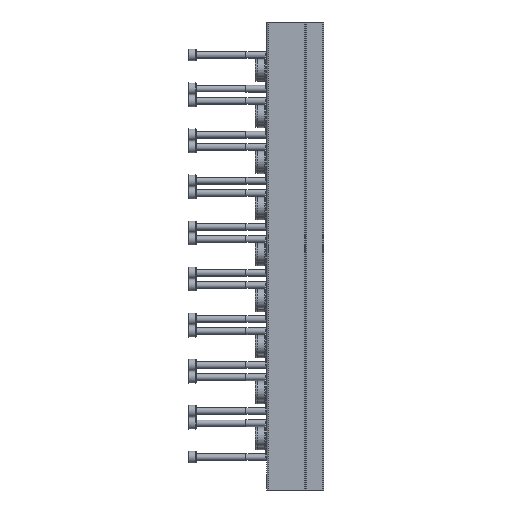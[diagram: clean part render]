
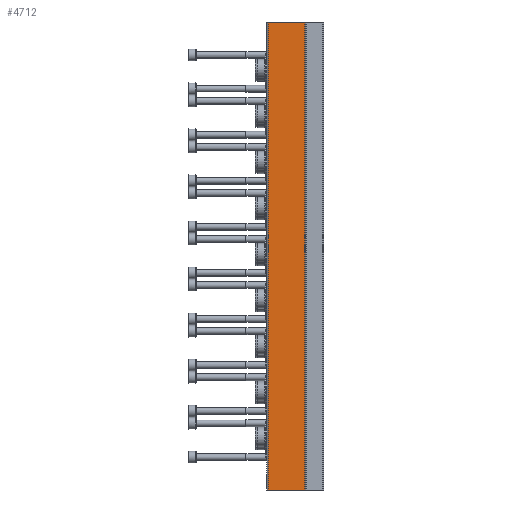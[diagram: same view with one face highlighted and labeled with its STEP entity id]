
A CAD part, left-side view. The second image highlights one B-rep face of the part: STEP entity #4712.
In plain terms, the highlighted planar face has unit normal (-1, 0, 0).
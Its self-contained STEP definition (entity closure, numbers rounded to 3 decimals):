
#243=PLANE('',#5075);
#721=ORIENTED_EDGE('',*,*,#1943,.F.);
#722=ORIENTED_EDGE('',*,*,#1942,.F.);
#723=ORIENTED_EDGE('',*,*,#1944,.T.);
#724=ORIENTED_EDGE('',*,*,#1945,.T.);
#1942=EDGE_CURVE('',#2553,#2551,#3004,.T.);
#1943=EDGE_CURVE('',#2551,#2554,#3005,.T.);
#1944=EDGE_CURVE('',#2553,#2555,#3006,.T.);
#1945=EDGE_CURVE('',#2555,#2554,#3007,.T.);
#2551=VERTEX_POINT('',#7636);
#2553=VERTEX_POINT('',#7640);
#2554=VERTEX_POINT('',#7644);
#2555=VERTEX_POINT('',#7646);
#3004=LINE('',#7641,#3293);
#3005=LINE('',#7643,#3294);
#3006=LINE('',#7645,#3295);
#3007=LINE('',#7647,#3296);
#3293=VECTOR('',#5725,1000.);
#3294=VECTOR('',#5728,1000.);
#3295=VECTOR('',#5729,1000.);
#3296=VECTOR('',#5730,1000.);
#3595=EDGE_LOOP('',(#721,#722,#723,#724));
#4098=FACE_BOUND('',#3595,.T.);
#4712=ADVANCED_FACE('',(#4098),#243,.T.);
#5075=AXIS2_PLACEMENT_3D('',#7642,#5726,#5727);
#5725=DIRECTION('',(0.,0.,1.));
#5726=DIRECTION('',(-1.,0.,0.));
#5727=DIRECTION('',(0.,0.,1.));
#5728=DIRECTION('',(0.,-1.,0.));
#5729=DIRECTION('',(0.,-1.,0.));
#5730=DIRECTION('',(0.,0.,1.));
#7636=CARTESIAN_POINT('',(-40.25,33.,0.));
#7640=CARTESIAN_POINT('',(-40.25,33.,-279.5));
#7641=CARTESIAN_POINT('',(-40.25,33.,-279.5));
#7642=CARTESIAN_POINT('',(-40.25,33.,-279.5));
#7643=CARTESIAN_POINT('',(-40.25,33.,0.));
#7644=CARTESIAN_POINT('',(-40.25,11.372,0.));
#7645=CARTESIAN_POINT('',(-40.25,33.,-279.5));
#7646=CARTESIAN_POINT('',(-40.25,11.372,-279.5));
#7647=CARTESIAN_POINT('',(-40.25,11.372,-279.5));
